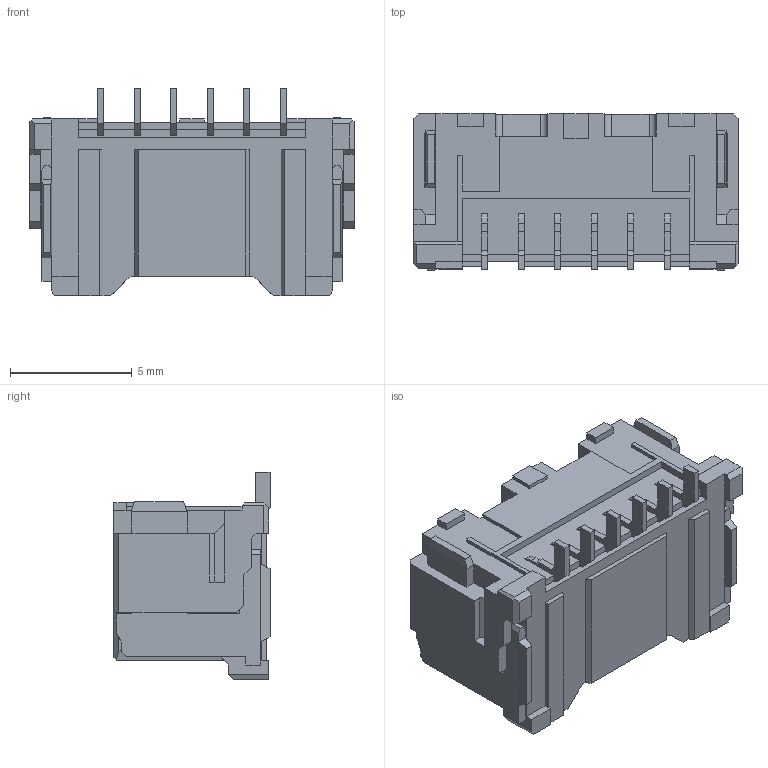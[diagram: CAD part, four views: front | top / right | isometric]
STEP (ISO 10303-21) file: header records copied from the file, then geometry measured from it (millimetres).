
FILE_DESCRIPTION((''),'2;1');
FILE_NAME('5025850670','2019-07-05T',('gga'),(''),'PRO/ENGINEER BY PARAMETRIC TECHNOLOGY CORPORATION, 2016010','PRO/ENGINEER BY PARAMETRIC TECHNOLOGY CORPORATION, 2016010','');
FILE_SCHEMA(('CONFIG_CONTROL_DESIGN'));
Length unit declared in the file: millimetre
Products named in the file (1): 5025850670
Bounding box: 13.3 x 6.4 x 8.5 mm (x, y, z)
Volume: 258.4 mm3; surface area: 744.4 mm2
Topology: 1 solids, 1 shells, 476 faces, 1421 edges, 940 vertices
Faces by surface type: plane 436, cylinder 40
Entity records: 15713 total; most frequent: CARTESIAN_POINT 2883, ORIENTED_EDGE 2778, DIRECTION 2425, EDGE_CURVE 1389, VECTOR 1335, LINE 1335, VERTEX_POINT 908, AXIS2_PLACEMENT_3D 545
